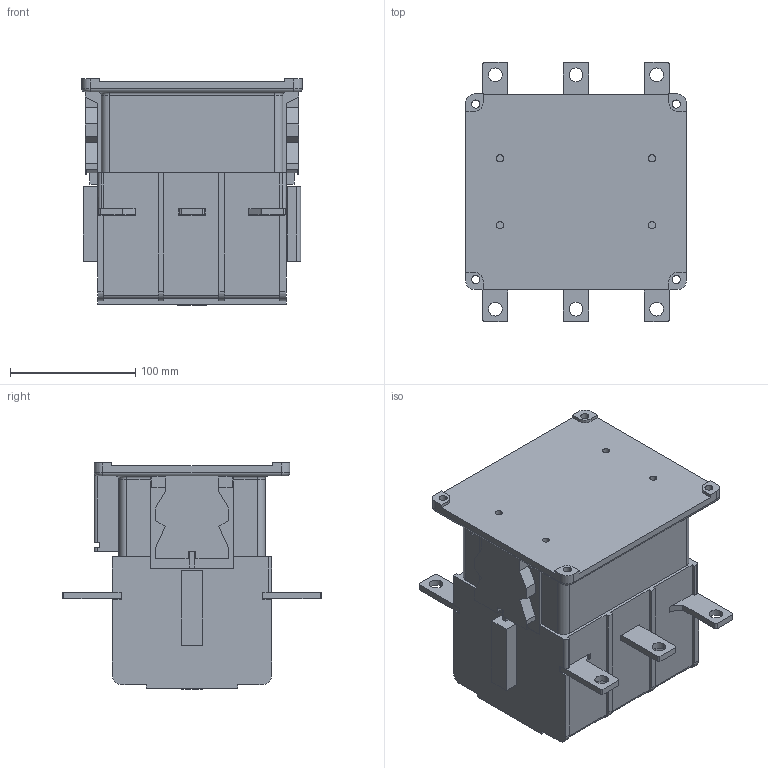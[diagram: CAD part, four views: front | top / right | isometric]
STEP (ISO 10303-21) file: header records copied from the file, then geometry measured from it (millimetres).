
FILE_DESCRIPTION (( 'STEP AP214' ), '1' );
FILE_NAME ('BEH-550-30-22AS.STEP', '2020-11-03T05:33:43', ( '' ), ( '' ), 'SwSTEP 2.0', 'SolidWorks 2017', '' );
FILE_SCHEMA (( 'AUTOMOTIVE_DESIGN' ));
Length unit declared in the file: millimetre
Products named in the file (1): BEH-550-30-22AS
Bounding box: 176 x 207 x 180.8 mm (x, y, z)
Volume: 3357890.4 mm3; surface area: 199802 mm2
Topology: 1 solids, 9 shells, 782 faces, 2143 edges, 1418 vertices
Faces by surface type: plane 545, cylinder 151, bspline 78, torus 8
Entity records: 28650 total; most frequent: CARTESIAN_POINT 8782, ORIENTED_EDGE 4286, DIRECTION 3713, EDGE_CURVE 2143, VECTOR 1671, LINE 1671, VERTEX_POINT 1418, AXIS2_PLACEMENT_3D 1021
